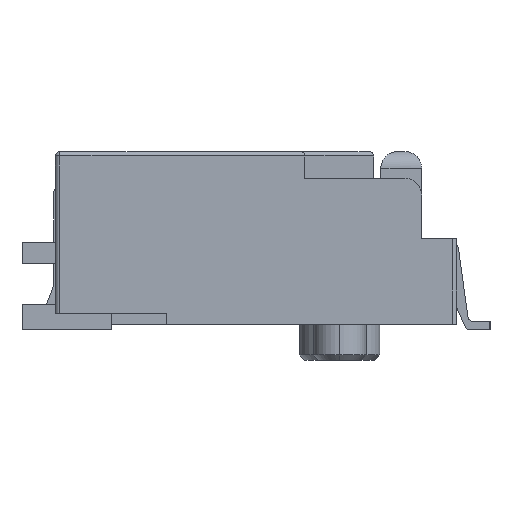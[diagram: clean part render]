
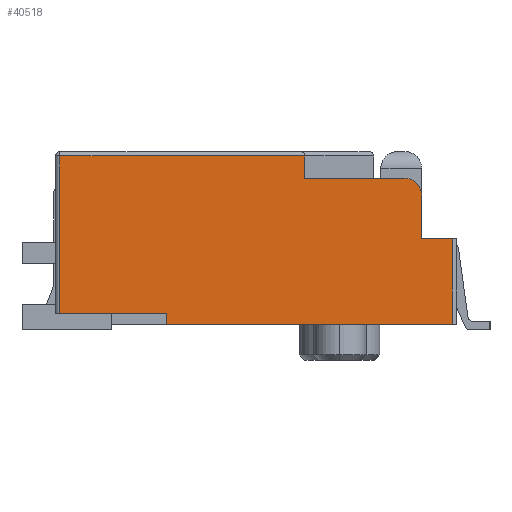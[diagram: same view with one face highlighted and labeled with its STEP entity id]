
A CAD part, left-side view. The second image highlights one B-rep face of the part: STEP entity #40518.
In plain terms, the highlighted planar face has unit normal (-1, 0, 0).
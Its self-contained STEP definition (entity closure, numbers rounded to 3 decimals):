
#93 = ORIENTED_EDGE ( 'NONE', *, *, #24742, .T. ) ;
#1409 = DIRECTION ( 'NONE',  ( 0., 1., 0. ) ) ;
#1430 = LINE ( 'NONE', #7880, #4177 ) ;
#2175 = LINE ( 'NONE', #45005, #44848 ) ;
#2732 = ORIENTED_EDGE ( 'NONE', *, *, #36899, .T. ) ;
#2793 = EDGE_CURVE ( 'NONE', #45551, #35649, #33538, .T. ) ;
#2813 = AXIS2_PLACEMENT_3D ( 'NONE', #34423, #37403, #27510 ) ;
#3672 = ORIENTED_EDGE ( 'NONE', *, *, #45326, .T. ) ;
#4177 = VECTOR ( 'NONE', #19209, 1000. ) ;
#4752 = VERTEX_POINT ( 'NONE', #42428 ) ;
#4852 = VERTEX_POINT ( 'NONE', #36895 ) ;
#4935 = VECTOR ( 'NONE', #41343, 1000. ) ;
#5454 = LINE ( 'NONE', #27579, #4935 ) ;
#6060 = VERTEX_POINT ( 'NONE', #27895 ) ;
#6923 = CARTESIAN_POINT ( 'NONE',  ( -10.95, 3.6, 0.25 ) ) ;
#6957 = ORIENTED_EDGE ( 'NONE', *, *, #44649, .T. ) ;
#7878 = CARTESIAN_POINT ( 'NONE',  ( -10.95, 1.601, 0.25 ) ) ;
#7880 = CARTESIAN_POINT ( 'NONE',  ( -10.95, -0.875, 1.08 ) ) ;
#9087 = CARTESIAN_POINT ( 'NONE',  ( -10.95, -2.972, 1.587 ) ) ;
#9119 = PLANE ( 'NONE',  #15655 ) ;
#9337 = VECTOR ( 'NONE', #29408, 1000. ) ;
#9604 = VECTOR ( 'NONE', #45075, 1000. ) ;
#11669 = CARTESIAN_POINT ( 'NONE',  ( -10.95, -2.672, 2.67 ) ) ;
#12305 = CARTESIAN_POINT ( 'NONE',  ( -10.95, 3.52, 0.25 ) ) ;
#12591 = CARTESIAN_POINT ( 'NONE',  ( -10.95, 1.601, 0.25 ) ) ;
#12611 = VERTEX_POINT ( 'NONE', #15910 ) ;
#13053 = FACE_OUTER_BOUND ( 'NONE', #17926, .T. ) ;
#13091 = LINE ( 'NONE', #37716, #9604 ) ;
#14284 = DIRECTION ( 'NONE',  ( 0., 0., 1. ) ) ;
#14545 = ORIENTED_EDGE ( 'NONE', *, *, #45119, .T. ) ;
#14591 = LINE ( 'NONE', #32973, #38484 ) ;
#14647 = ORIENTED_EDGE ( 'NONE', *, *, #14670, .T. ) ;
#14670 = EDGE_CURVE ( 'NONE', #38556, #12611, #33917, .T. ) ;
#15655 = AXIS2_PLACEMENT_3D ( 'NONE', #16087, #44348, #19541 ) ;
#15910 = CARTESIAN_POINT ( 'NONE',  ( -10.95, -2.972, 2.37 ) ) ;
#16087 = CARTESIAN_POINT ( 'NONE',  ( -10.95, 3.6, 3.15 ) ) ;
#16484 = DIRECTION ( 'NONE',  ( 0., 0., -1. ) ) ;
#16941 = EDGE_CURVE ( 'NONE', #18908, #17897, #2175, .T. ) ;
#17505 = EDGE_CURVE ( 'NONE', #35649, #4752, #13091, .T. ) ;
#17559 = DIRECTION ( 'NONE',  ( 0., 1., 0. ) ) ;
#17897 = VERTEX_POINT ( 'NONE', #12305 ) ;
#17926 = EDGE_LOOP ( 'NONE', ( #18735, #6957, #44469, #14647, #3672, #14545, #93, #2732, #35357, #39224, #43486 ) ) ;
#18735 = ORIENTED_EDGE ( 'NONE', *, *, #17505, .T. ) ;
#18908 = VERTEX_POINT ( 'NONE', #22715 ) ;
#19180 = EDGE_CURVE ( 'NONE', #27310, #38556, #14591, .T. ) ;
#19209 = DIRECTION ( 'NONE',  ( 0., 0., 1. ) ) ;
#19541 = DIRECTION ( 'NONE',  ( 0., 1., 0. ) ) ;
#21676 = CARTESIAN_POINT ( 'NONE',  ( -10.95, -2.111, 2.67 ) ) ;
#22715 = CARTESIAN_POINT ( 'NONE',  ( -10.95, 3.52, 3.07 ) ) ;
#23969 = VECTOR ( 'NONE', #17559, 1000. ) ;
#24742 = EDGE_CURVE ( 'NONE', #4852, #6060, #1430, .T. ) ;
#24884 = CARTESIAN_POINT ( 'NONE',  ( -10.95, 1.601, 0.05 ) ) ;
#25181 = CARTESIAN_POINT ( 'NONE',  ( -10.95, -3.52, 1.587 ) ) ;
#25580 = LINE ( 'NONE', #6923, #23969 ) ;
#27310 = VERTEX_POINT ( 'NONE', #25181 ) ;
#27510 = DIRECTION ( 'NONE',  ( 0., 0., -1. ) ) ;
#27545 = EDGE_CURVE ( 'NONE', #45551, #17897, #25580, .T. ) ;
#27579 = CARTESIAN_POINT ( 'NONE',  ( -10.95, -3.52, 3.15 ) ) ;
#27663 = VECTOR ( 'NONE', #44101, 1000. ) ;
#27895 = CARTESIAN_POINT ( 'NONE',  ( -10.95, -0.875, 3.07 ) ) ;
#28355 = DIRECTION ( 'NONE',  ( 0., 1., 0. ) ) ;
#29408 = DIRECTION ( 'NONE',  ( 0., 0., -1. ) ) ;
#30103 = LINE ( 'NONE', #37439, #27663 ) ;
#32973 = CARTESIAN_POINT ( 'NONE',  ( -10.95, -2.972, 1.587 ) ) ;
#33538 = LINE ( 'NONE', #12591, #9337 ) ;
#33917 = LINE ( 'NONE', #42110, #41623 ) ;
#34423 = CARTESIAN_POINT ( 'NONE',  ( -10.95, -2.672, 2.37 ) ) ;
#35357 = ORIENTED_EDGE ( 'NONE', *, *, #16941, .T. ) ;
#35649 = VERTEX_POINT ( 'NONE', #24884 ) ;
#36895 = CARTESIAN_POINT ( 'NONE',  ( -10.95, -0.875, 2.67 ) ) ;
#36899 = EDGE_CURVE ( 'NONE', #6060, #18908, #30103, .T. ) ;
#37403 = DIRECTION ( 'NONE',  ( -1., 0., 0. ) ) ;
#37439 = CARTESIAN_POINT ( 'NONE',  ( -10.95, 3.6, 3.07 ) ) ;
#37548 = VERTEX_POINT ( 'NONE', #11669 ) ;
#37716 = CARTESIAN_POINT ( 'NONE',  ( -10.95, 3.6, 0.05 ) ) ;
#38484 = VECTOR ( 'NONE', #1409, 1000. ) ;
#38556 = VERTEX_POINT ( 'NONE', #9087 ) ;
#39224 = ORIENTED_EDGE ( 'NONE', *, *, #27545, .F. ) ;
#40518 = ADVANCED_FACE ( 'NONE', ( #13053 ), #9119, .F. ) ;
#41024 = VECTOR ( 'NONE', #28355, 1000. ) ;
#41343 = DIRECTION ( 'NONE',  ( 0., 0., 1. ) ) ;
#41623 = VECTOR ( 'NONE', #14284, 1000. ) ;
#42110 = CARTESIAN_POINT ( 'NONE',  ( -10.95, -2.972, 2.67 ) ) ;
#42127 = LINE ( 'NONE', #21676, #41024 ) ;
#42428 = CARTESIAN_POINT ( 'NONE',  ( -10.95, -3.52, 0.05 ) ) ;
#43259 = CIRCLE ( 'NONE', #2813, 0.3 ) ;
#43486 = ORIENTED_EDGE ( 'NONE', *, *, #2793, .T. ) ;
#44101 = DIRECTION ( 'NONE',  ( 0., 1., 0. ) ) ;
#44348 = DIRECTION ( 'NONE',  ( 1., 0., 0. ) ) ;
#44469 = ORIENTED_EDGE ( 'NONE', *, *, #19180, .T. ) ;
#44649 = EDGE_CURVE ( 'NONE', #4752, #27310, #5454, .T. ) ;
#44848 = VECTOR ( 'NONE', #16484, 1000. ) ;
#45005 = CARTESIAN_POINT ( 'NONE',  ( -10.95, 3.52, 3.15 ) ) ;
#45075 = DIRECTION ( 'NONE',  ( 0., -1., 0. ) ) ;
#45119 = EDGE_CURVE ( 'NONE', #37548, #4852, #42127, .T. ) ;
#45326 = EDGE_CURVE ( 'NONE', #12611, #37548, #43259, .T. ) ;
#45551 = VERTEX_POINT ( 'NONE', #7878 ) ;
